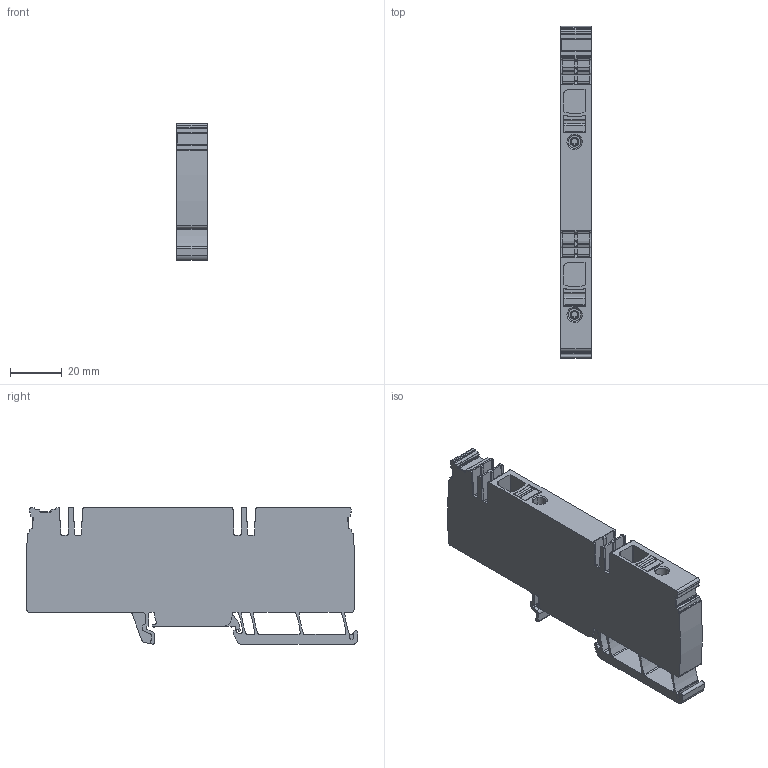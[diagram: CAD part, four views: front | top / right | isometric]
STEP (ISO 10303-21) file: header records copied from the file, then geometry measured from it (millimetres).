
FILE_DESCRIPTION(('CATIA V5R24 STEP','CAx-IF Rec.Pracs.--- Model Styling and Organization---1.2---2011-12-15'),'2;1');
FILE_NAME ('9570184_2', '2017-09-25T12:43:06+00:00', ('Weidmueller Interface'), ('Weidmueller'), 'CATIA Version 5-6 Release 2014 SP4 HF52', 'CATIA V5 STEP AP214', 'none');
FILE_SCHEMA(('AUTOMOTIVE_DESIGN { 1 0 10303 214 1 1 1 1 }'));
Length unit declared in the file: millimetre
Products named in the file (1): 2428990000
Bounding box: 12 x 128.9 x 53.13 mm (x, y, z)
Volume: 61076.8 mm3; surface area: 22627.3 mm2
Topology: 3 solids, 3 shells, 800 faces, 2375 edges, 1581 vertices
Faces by surface type: plane 407, cylinder 363, cone 12, sphere 11, torus 7
Entity records: 26743 total; most frequent: CARTESIAN_POINT 5720, ORIENTED_EDGE 4728, DIRECTION 3348, EDGE_CURVE 2364, VERTEX_POINT 1581, VECTOR 1556, LINE 1556, AXIS2_PLACEMENT_3D 1229
